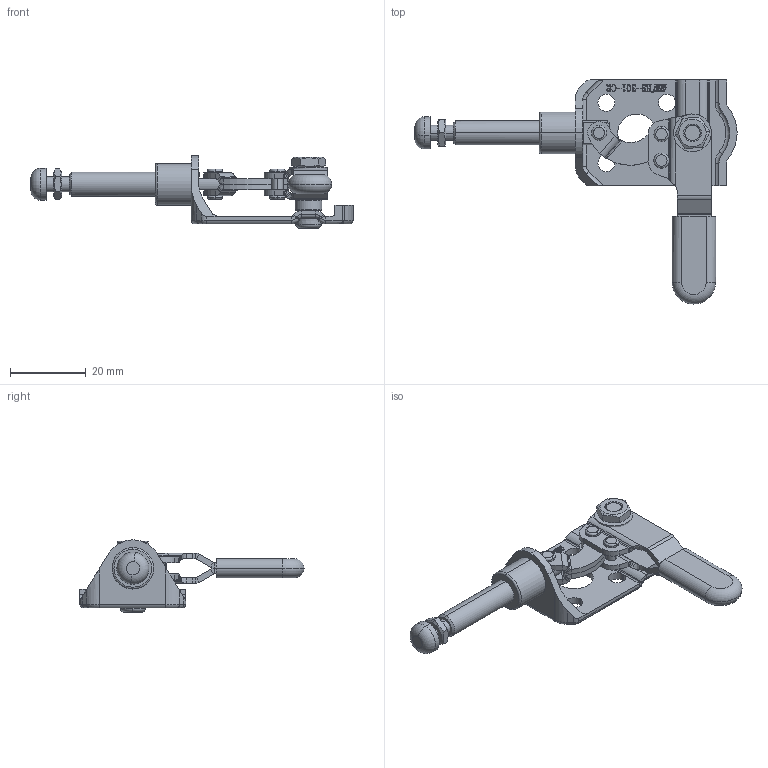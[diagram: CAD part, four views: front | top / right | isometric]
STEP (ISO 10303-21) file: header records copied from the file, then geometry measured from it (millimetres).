
FILE_DESCRIPTION (( 'STEP AP203' ), '1' );
FILE_NAME ('HS-301-CR 装配体.STEP', '2018-12-07T06:39:38', ( 'PCOS' ), ( '微软中国' ), 'SwSTEP 2.0', 'SolidWorks 2012', '' );
FILE_SCHEMA (( 'CONFIG_CONTROL_DESIGN' ));
Length unit declared in the file: millimetre
Products named in the file (15): HS-301-CR 蚾饜极; 种; 忒梟酘; 忒梟衵; cross recessed cheese head screws gb_GB_CROSS_SCREWS_TYPE2 M4X16-16  H type-N; hex thin nuts-grades ab-chamfered gb_GB_FASTENER_NUT_STNAB M5-N; hex thin nuts-grades ab-chamfered gb_GB_FASTENER_NUT_STNAB M4-N; 埴菜; 挴裝; 忒參; す菜; 蹟邡; 蟀裝酘; 蟀裝衵; 菁釱
Assembly tree (16 placements, depth 2):
  HS-301-CR 蚾饜极
    菁釱
    蟀裝衵
    蟀裝酘
    蹟邡
    す菜
    忒參
    挴裝
    埴菜
    hex thin nuts-grades ab-chamfered gb_GB_FASTENER_NUT_STNAB M4-N
    hex thin nuts-grades ab-chamfered gb_GB_FASTENER_NUT_STNAB M5-N
    cross recessed cheese head screws gb_GB_CROSS_SCREWS_TYPE2 M4X16-16  H type-N
    忒梟衵
    忒梟酘
    种  x3
Bounding box: 85.2 x 59.25 x 19.1 mm (x, y, z)
Volume: 8087.1 mm3; surface area: 9788 mm2
Topology: 16 solids, 16 shells, 823 faces, 2053 edges, 1291 vertices
Faces by surface type: plane 374, cylinder 212, bspline 159, torus 52, cone 26
Entity records: 31479 total; most frequent: CARTESIAN_POINT 11601, ORIENTED_EDGE 4006, DIRECTION 3374, EDGE_CURVE 2003, VERTEX_POINT 1263, AXIS2_PLACEMENT_3D 1126, VECTOR 1122, LINE 1122
